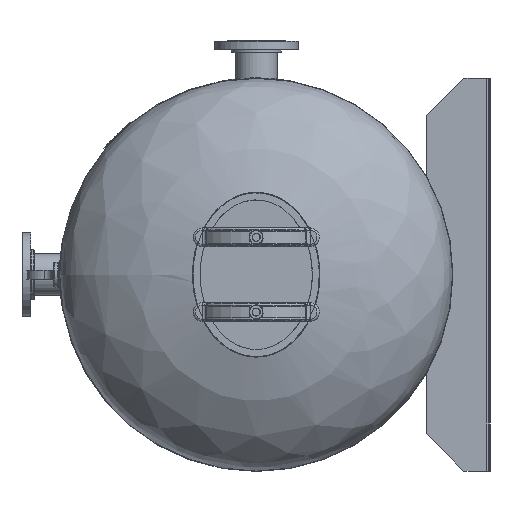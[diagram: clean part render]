
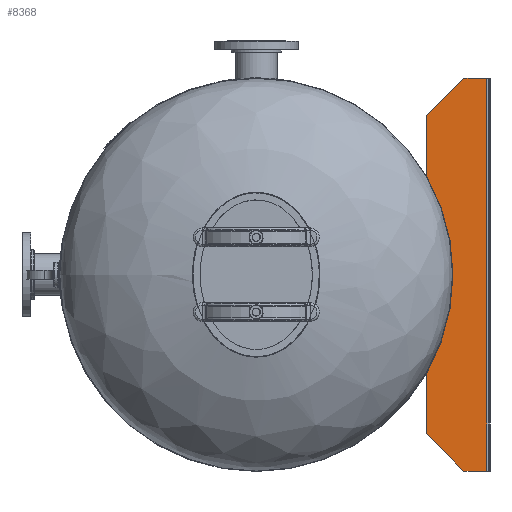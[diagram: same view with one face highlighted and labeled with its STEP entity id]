
A CAD part, left-side view. The second image highlights one B-rep face of the part: STEP entity #8368.
In plain terms, the highlighted face is planar.
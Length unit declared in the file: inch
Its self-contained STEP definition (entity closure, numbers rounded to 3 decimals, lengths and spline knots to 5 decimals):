
#659=CIRCLE('',#9153,21.);
#1115=PLANE('',#9171);
#1431=FACE_OUTER_BOUND('',#1929,.T.);
#1929=EDGE_LOOP('',(#6967,#6968,#6969,#6970,#6971,#6972,#6973,#6974));
#2655=LINE('',#15296,#3292);
#2658=LINE('',#15301,#3295);
#2663=LINE('',#15316,#3300);
#2670=LINE('',#15332,#3307);
#2671=LINE('',#15335,#3308);
#2672=LINE('',#15337,#3309);
#2673=LINE('',#15338,#3310);
#3292=VECTOR('',#10771,0.3937);
#3295=VECTOR('',#10776,0.3937);
#3300=VECTOR('',#10789,0.3937);
#3307=VECTOR('',#10804,0.3937);
#3308=VECTOR('',#10807,0.3937);
#3309=VECTOR('',#10808,0.3937);
#3310=VECTOR('',#10809,0.3937);
#4069=VERTEX_POINT('',#15245);
#4071=VERTEX_POINT('',#15248);
#4090=VERTEX_POINT('',#15295);
#4091=VERTEX_POINT('',#15299);
#4096=VERTEX_POINT('',#15313);
#4097=VERTEX_POINT('',#15315);
#4103=VERTEX_POINT('',#15334);
#4104=VERTEX_POINT('',#15336);
#5078=EDGE_CURVE('',#4071,#4069,#659,.T.);
#5101=EDGE_CURVE('',#4071,#4090,#2655,.T.);
#5104=EDGE_CURVE('',#4091,#4069,#2658,.T.);
#5111=EDGE_CURVE('',#4097,#4096,#2663,.T.);
#5120=EDGE_CURVE('',#4097,#4091,#2670,.T.);
#5121=EDGE_CURVE('',#4103,#4096,#2671,.T.);
#5122=EDGE_CURVE('',#4103,#4104,#2672,.T.);
#5123=EDGE_CURVE('',#4090,#4104,#2673,.T.);
#6967=ORIENTED_EDGE('',*,*,#5078,.T.);
#6968=ORIENTED_EDGE('',*,*,#5104,.F.);
#6969=ORIENTED_EDGE('',*,*,#5120,.F.);
#6970=ORIENTED_EDGE('',*,*,#5111,.T.);
#6971=ORIENTED_EDGE('',*,*,#5121,.F.);
#6972=ORIENTED_EDGE('',*,*,#5122,.T.);
#6973=ORIENTED_EDGE('',*,*,#5123,.F.);
#6974=ORIENTED_EDGE('',*,*,#5101,.F.);
#8368=ADVANCED_FACE('',(#1431),#1115,.T.);
#9153=AXIS2_PLACEMENT_3D('',#15249,#10734,#10735);
#9171=AXIS2_PLACEMENT_3D('',#15333,#10805,#10806);
#10734=DIRECTION('center_axis',(0.,1.,0.));
#10735=DIRECTION('ref_axis',(-1.,0.,0.));
#10771=DIRECTION('',(1.,0.,0.));
#10776=DIRECTION('',(1.,0.,0.));
#10789=DIRECTION('',(0.,0.,-1.));
#10804=DIRECTION('',(0.707,0.,0.707));
#10805=DIRECTION('center_axis',(0.,-1.,0.));
#10806=DIRECTION('ref_axis',(0.,0.,-1.));
#10807=DIRECTION('',(-1.,0.,0.));
#10808=DIRECTION('',(0.,0.,1.));
#10809=DIRECTION('',(0.707,0.,-0.707));
#15245=CARTESIAN_POINT('',(-10.46273,-2.,6.792));
#15248=CARTESIAN_POINT('',(10.46273,-2.,6.792));
#15249=CARTESIAN_POINT('Origin',(0.,-2.,25.));
#15295=CARTESIAN_POINT('',(17.,-2.,6.792));
#15296=CARTESIAN_POINT('',(-21.,-2.,6.792));
#15299=CARTESIAN_POINT('',(-17.,-2.,6.792));
#15301=CARTESIAN_POINT('',(-21.,-2.,6.792));
#15313=CARTESIAN_POINT('',(-21.,-2.,0.3586));
#15315=CARTESIAN_POINT('',(-21.,-2.,2.792));
#15316=CARTESIAN_POINT('',(-21.,-2.,6.792));
#15332=CARTESIAN_POINT('',(-20.698,-2.,3.094));
#15333=CARTESIAN_POINT('Origin',(-21.,-2.,0.));
#15334=CARTESIAN_POINT('',(21.,-2.,0.3586));
#15335=CARTESIAN_POINT('',(-21.,-2.,0.3586));
#15336=CARTESIAN_POINT('',(21.,-2.,2.792));
#15337=CARTESIAN_POINT('',(21.,-2.,6.792));
#15338=CARTESIAN_POINT('',(10.198,-2.,13.594));
